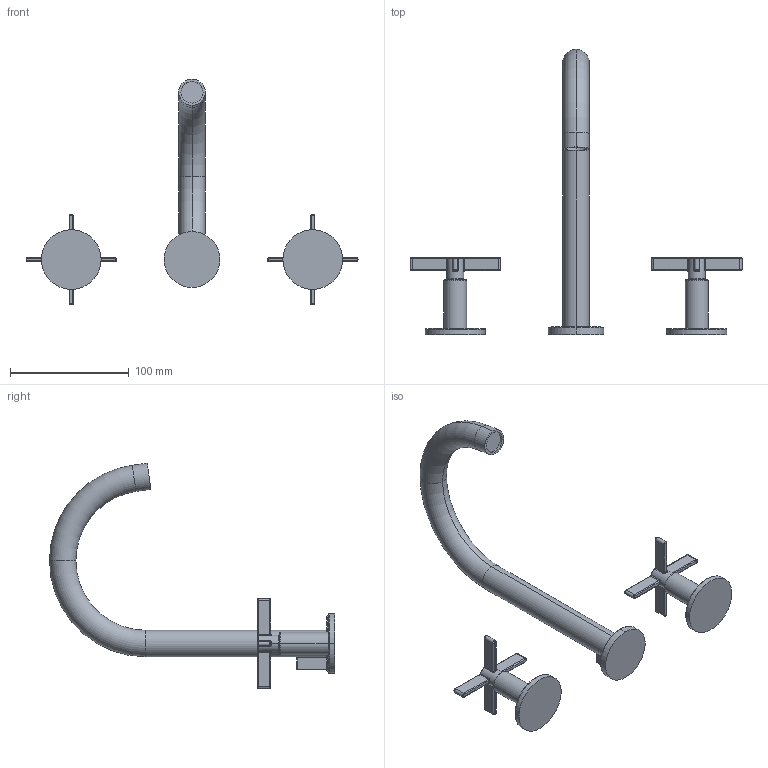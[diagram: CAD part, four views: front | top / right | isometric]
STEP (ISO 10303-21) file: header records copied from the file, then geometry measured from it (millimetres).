
FILE_DESCRIPTION((''),'2;1');
FILE_NAME('3410','2023-02-20T17:16:48',('nehatek'),(''),'CREO PARAMETRIC BY PTC INC, 2019352','CREO PARAMETRIC BY PTC INC, 2019352','');
FILE_SCHEMA(('CONFIG_CONTROL_DESIGN'));
Length unit declared in the file: inch
Products named in the file (1): 3410
Bounding box: 279.4 x 239.88 x 189.89 mm (x, y, z)
Volume: 217155.4 mm3; surface area: 55328.2 mm2
Topology: 4 solids, 4 shells, 220 faces, 482 edges, 280 vertices
Faces by surface type: cylinder 92, torus 64, plane 44, bspline 16, sphere 4
Entity records: 7368 total; most frequent: CARTESIAN_POINT 2438, DIRECTION 1138, ORIENTED_EDGE 964, AXIS2_PLACEMENT_3D 492, EDGE_CURVE 482, CIRCLE 288, VERTEX_POINT 280, EDGE_LOOP 230
